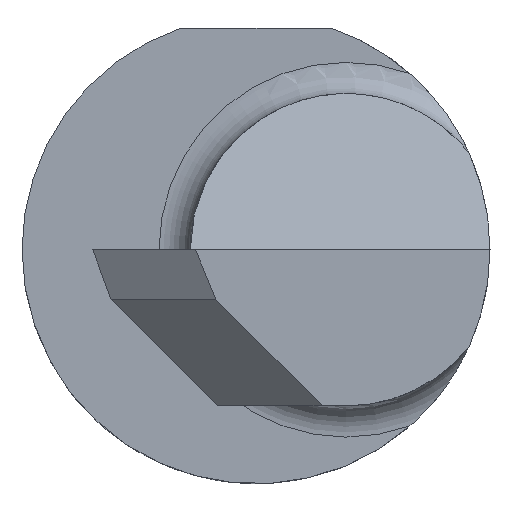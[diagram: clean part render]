
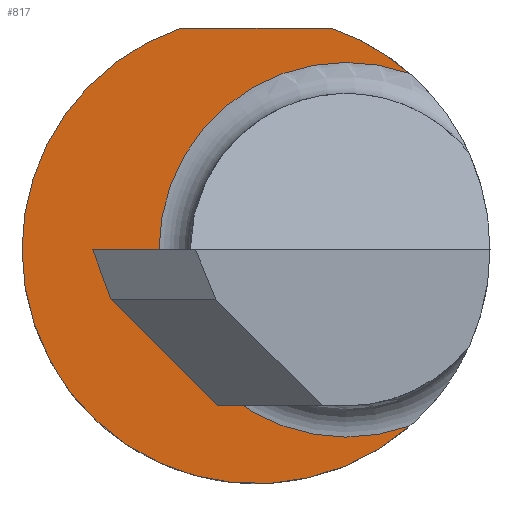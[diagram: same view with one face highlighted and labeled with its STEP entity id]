
A CAD part, left-side view. The second image highlights one B-rep face of the part: STEP entity #817.
In plain terms, the highlighted planar face has unit normal (-1, 0, 0).
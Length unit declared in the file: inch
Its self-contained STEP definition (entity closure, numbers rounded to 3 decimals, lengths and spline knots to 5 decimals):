
#1 = EDGE_CURVE ( 'NONE', #529, #704, #619, .T. ) ;
#3 = AXIS2_PLACEMENT_3D ( 'NONE', #74, #549, #795 ) ;
#74 = CARTESIAN_POINT ( 'NONE',  ( -1.905, -0.07235, 0. ) ) ;
#75 = ORIENTED_EDGE ( 'NONE', *, *, #129, .F. ) ;
#78 = AXIS2_PLACEMENT_3D ( 'NONE', #91, #170, #825 ) ;
#83 = CARTESIAN_POINT ( 'NONE',  ( -1.905, 0.21235, 0.17735 ) ) ;
#91 = CARTESIAN_POINT ( 'NONE',  ( -1.905, 0.18735, 0. ) ) ;
#93 = EDGE_CURVE ( 'NONE', #529, #347, #286, .T. ) ;
#98 = VERTEX_POINT ( 'NONE', #215 ) ;
#129 = EDGE_CURVE ( 'NONE', #420, #704, #216, .T. ) ;
#130 = CARTESIAN_POINT ( 'NONE',  ( -1.905, 0.18735, 0. ) ) ;
#133 = AXIS2_PLACEMENT_3D ( 'NONE', #599, #531, #722 ) ;
#160 = PLANE ( 'NONE',  #78 ) ;
#170 = DIRECTION ( 'NONE',  ( -1., 0., 0. ) ) ;
#194 = ORIENTED_EDGE ( 'NONE', *, *, #353, .F. ) ;
#215 = CARTESIAN_POINT ( 'NONE',  ( -1.905, -0.12325, -0.1411 ) ) ;
#216 = CIRCLE ( 'NONE', #705, 0.18735 ) ;
#224 = FACE_OUTER_BOUND ( 'NONE', #438, .T. ) ;
#237 = ORIENTED_EDGE ( 'NONE', *, *, #1, .T. ) ;
#281 = DIRECTION ( 'NONE',  ( 1., 0., 0. ) ) ;
#286 = CIRCLE ( 'NONE', #402, 0.18735 ) ;
#308 = ORIENTED_EDGE ( 'NONE', *, *, #731, .F. ) ;
#347 = VERTEX_POINT ( 'NONE', #672 ) ;
#353 = EDGE_CURVE ( 'NONE', #347, #98, #556, .T. ) ;
#355 = ORIENTED_EDGE ( 'NONE', *, *, #93, .F. ) ;
#402 = AXIS2_PLACEMENT_3D ( 'NONE', #764, #281, #686 ) ;
#420 = VERTEX_POINT ( 'NONE', #130 ) ;
#436 = CARTESIAN_POINT ( 'NONE',  ( -1.905, -0.06039, 0.17735 ) ) ;
#438 = EDGE_LOOP ( 'NONE', ( #194, #355, #237, #75, #308 ) ) ;
#441 = CARTESIAN_POINT ( 'NONE',  ( -1.905, 0., 0. ) ) ;
#517 = CIRCLE ( 'NONE', #133, 0.18735 ) ;
#518 = DIRECTION ( 'NONE',  ( 1., 0., 0. ) ) ;
#527 = CARTESIAN_POINT ( 'NONE',  ( -1.905, 0.06039, 0.17735 ) ) ;
#529 = VERTEX_POINT ( 'NONE', #436 ) ;
#531 = DIRECTION ( 'NONE',  ( 1., 0., 0. ) ) ;
#549 = DIRECTION ( 'NONE',  ( -1., 0., 0. ) ) ;
#556 = CIRCLE ( 'NONE', #3, 0.15 ) ;
#576 = DIRECTION ( 'NONE',  ( 0., -1., 0. ) ) ;
#583 = VECTOR ( 'NONE', #629, 39.37008 ) ;
#599 = CARTESIAN_POINT ( 'NONE',  ( -1.905, 0., 0. ) ) ;
#619 = LINE ( 'NONE', #83, #583 ) ;
#629 = DIRECTION ( 'NONE',  ( 0., 1., 0. ) ) ;
#672 = CARTESIAN_POINT ( 'NONE',  ( -1.905, -0.12325, 0.1411 ) ) ;
#686 = DIRECTION ( 'NONE',  ( 0., -1., 0. ) ) ;
#704 = VERTEX_POINT ( 'NONE', #527 ) ;
#705 = AXIS2_PLACEMENT_3D ( 'NONE', #441, #518, #576 ) ;
#722 = DIRECTION ( 'NONE',  ( 0., -1., 0. ) ) ;
#731 = EDGE_CURVE ( 'NONE', #98, #420, #517, .T. ) ;
#764 = CARTESIAN_POINT ( 'NONE',  ( -1.905, 0., 0. ) ) ;
#795 = DIRECTION ( 'NONE',  ( 0., -1., 0. ) ) ;
#817 = ADVANCED_FACE ( 'NONE', ( #224 ), #160, .T. ) ;
#825 = DIRECTION ( 'NONE',  ( 0., -1., 0. ) ) ;
